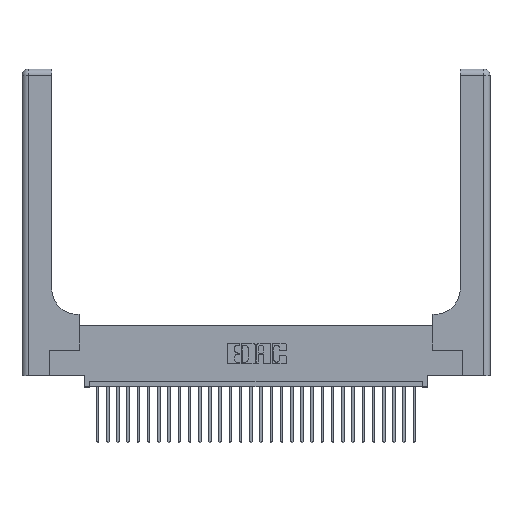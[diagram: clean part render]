
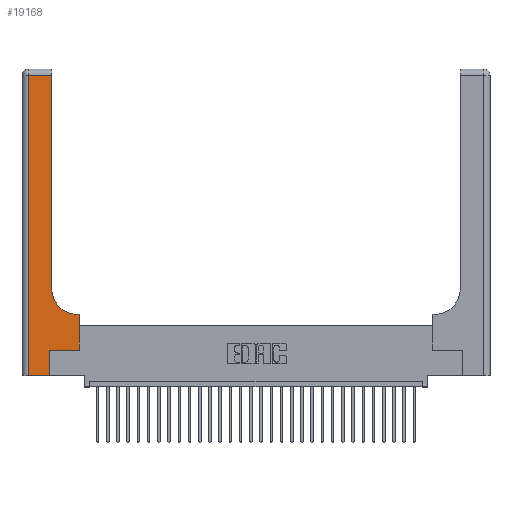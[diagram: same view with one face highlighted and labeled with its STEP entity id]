
A CAD part, top view. The second image highlights one B-rep face of the part: STEP entity #19168.
In plain terms, the highlighted planar face has unit normal (0, 0, 1).
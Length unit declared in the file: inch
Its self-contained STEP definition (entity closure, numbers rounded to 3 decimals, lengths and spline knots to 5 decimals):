
#384 = DIRECTION ( 'NONE',  ( 1., 0., 0. ) ) ;
#574 = CARTESIAN_POINT ( 'NONE',  ( 0.5415, 0.6, 0.37 ) ) ;
#608 = CARTESIAN_POINT ( 'NONE',  ( 0.5585, 0.25, 0.37 ) ) ;
#934 = CARTESIAN_POINT ( 'NONE',  ( 0.5585, 0.6, 0.37 ) ) ;
#1930 = VECTOR ( 'NONE', #3124, 39.37008 ) ;
#2207 = EDGE_CURVE ( 'NONE', #18279, #27388, #5943, .T. ) ;
#3124 = DIRECTION ( 'NONE',  ( -1., 0., 0. ) ) ;
#3348 = VERTEX_POINT ( 'NONE', #934 ) ;
#4228 = ORIENTED_EDGE ( 'NONE', *, *, #6972, .T. ) ;
#5517 = CARTESIAN_POINT ( 'NONE',  ( 0., 2.94, 0.37 ) ) ;
#5943 = CIRCLE ( 'NONE', #21221, 0.25 ) ;
#6523 = ORIENTED_EDGE ( 'NONE', *, *, #30743, .T. ) ;
#6615 = CARTESIAN_POINT ( 'NONE',  ( 0.06, 3., 0.37 ) ) ;
#6946 = LINE ( 'NONE', #5517, #18786 ) ;
#6972 = EDGE_CURVE ( 'NONE', #3348, #18279, #14218, .T. ) ;
#7862 = CARTESIAN_POINT ( 'NONE',  ( 0.5415, 0.85, 0.37 ) ) ;
#7901 = DIRECTION ( 'NONE',  ( -1., 0., 0. ) ) ;
#7909 = CARTESIAN_POINT ( 'NONE',  ( 0.2915, 0.6, 0.37 ) ) ;
#8153 = EDGE_CURVE ( 'NONE', #25721, #26671, #18559, .T. ) ;
#8644 = VECTOR ( 'NONE', #15654, 39.37008 ) ;
#8869 = VECTOR ( 'NONE', #30041, 39.37008 ) ;
#9283 = VECTOR ( 'NONE', #28846, 39.37008 ) ;
#9445 = ORIENTED_EDGE ( 'NONE', *, *, #10197, .T. ) ;
#9847 = DIRECTION ( 'NONE',  ( 0., 0., -1. ) ) ;
#10197 = EDGE_CURVE ( 'NONE', #27388, #11858, #20003, .T. ) ;
#11858 = VERTEX_POINT ( 'NONE', #27855 ) ;
#12339 = LINE ( 'NONE', #30407, #27549 ) ;
#12424 = VERTEX_POINT ( 'NONE', #23037 ) ;
#12850 = CARTESIAN_POINT ( 'NONE',  ( 0.06, 0., 0.37 ) ) ;
#12941 = LINE ( 'NONE', #20153, #30034 ) ;
#13394 = ORIENTED_EDGE ( 'NONE', *, *, #27838, .T. ) ;
#13827 = DIRECTION ( 'NONE',  ( -1., 0., 0. ) ) ;
#13828 = AXIS2_PLACEMENT_3D ( 'NONE', #25230, #18474, #13827 ) ;
#14110 = CARTESIAN_POINT ( 'NONE',  ( 0.2915, 3., 0.37 ) ) ;
#14218 = LINE ( 'NONE', #7909, #1930 ) ;
#15654 = DIRECTION ( 'NONE',  ( 0., 1., 0. ) ) ;
#15703 = CARTESIAN_POINT ( 'NONE',  ( 0.269, 0.25, 0.37 ) ) ;
#17865 = CARTESIAN_POINT ( 'NONE',  ( 0.2915, 0.85, 0.37 ) ) ;
#17930 = CARTESIAN_POINT ( 'NONE',  ( 0.269, 0., 0.37 ) ) ;
#18279 = VERTEX_POINT ( 'NONE', #574 ) ;
#18474 = DIRECTION ( 'NONE',  ( 0., 0., -1. ) ) ;
#18559 = LINE ( 'NONE', #6615, #22670 ) ;
#18762 = CARTESIAN_POINT ( 'NONE',  ( 0.06, 2.94, 0.37 ) ) ;
#18786 = VECTOR ( 'NONE', #7901, 39.37008 ) ;
#19096 = FACE_OUTER_BOUND ( 'NONE', #29279, .T. ) ;
#19168 = ADVANCED_FACE ( 'NONE', ( #19096 ), #27947, .F. ) ;
#20003 = LINE ( 'NONE', #14110, #9283 ) ;
#20153 = CARTESIAN_POINT ( 'NONE',  ( 0., 0., 0.37 ) ) ;
#20874 = LINE ( 'NONE', #17930, #8644 ) ;
#21221 = AXIS2_PLACEMENT_3D ( 'NONE', #7862, #9847, #384 ) ;
#21661 = CARTESIAN_POINT ( 'NONE',  ( 0.269, 0.25, 0.37 ) ) ;
#22670 = VECTOR ( 'NONE', #23194, 39.37008 ) ;
#23035 = DIRECTION ( 'NONE',  ( 0., 1., 0. ) ) ;
#23037 = CARTESIAN_POINT ( 'NONE',  ( 0.269, 0., 0.37 ) ) ;
#23194 = DIRECTION ( 'NONE',  ( 0., -1., 0. ) ) ;
#23640 = VERTEX_POINT ( 'NONE', #608 ) ;
#24480 = EDGE_CURVE ( 'NONE', #12424, #28342, #20874, .T. ) ;
#24622 = EDGE_CURVE ( 'NONE', #23640, #3348, #12339, .T. ) ;
#25230 = CARTESIAN_POINT ( 'NONE',  ( 0., 3., 0.37 ) ) ;
#25598 = ORIENTED_EDGE ( 'NONE', *, *, #29277, .T. ) ;
#25721 = VERTEX_POINT ( 'NONE', #18762 ) ;
#26549 = ORIENTED_EDGE ( 'NONE', *, *, #8153, .T. ) ;
#26671 = VERTEX_POINT ( 'NONE', #12850 ) ;
#26932 = ORIENTED_EDGE ( 'NONE', *, *, #2207, .T. ) ;
#27388 = VERTEX_POINT ( 'NONE', #17865 ) ;
#27549 = VECTOR ( 'NONE', #23035, 39.37008 ) ;
#27838 = EDGE_CURVE ( 'NONE', #26671, #12424, #12941, .T. ) ;
#27855 = CARTESIAN_POINT ( 'NONE',  ( 0.2915, 2.94, 0.37 ) ) ;
#27893 = ORIENTED_EDGE ( 'NONE', *, *, #24480, .T. ) ;
#27947 = PLANE ( 'NONE',  #13828 ) ;
#28342 = VERTEX_POINT ( 'NONE', #21661 ) ;
#28846 = DIRECTION ( 'NONE',  ( 0., 1., 0. ) ) ;
#29184 = DIRECTION ( 'NONE',  ( 1., 0., 0. ) ) ;
#29277 = EDGE_CURVE ( 'NONE', #28342, #23640, #29307, .T. ) ;
#29279 = EDGE_LOOP ( 'NONE', ( #9445, #6523, #26549, #13394, #27893, #25598, #29533, #4228, #26932 ) ) ;
#29307 = LINE ( 'NONE', #15703, #8869 ) ;
#29533 = ORIENTED_EDGE ( 'NONE', *, *, #24622, .T. ) ;
#30034 = VECTOR ( 'NONE', #29184, 39.37008 ) ;
#30041 = DIRECTION ( 'NONE',  ( 1., 0., 0. ) ) ;
#30407 = CARTESIAN_POINT ( 'NONE',  ( 0.5585, 0.25, 0.37 ) ) ;
#30743 = EDGE_CURVE ( 'NONE', #11858, #25721, #6946, .T. ) ;
